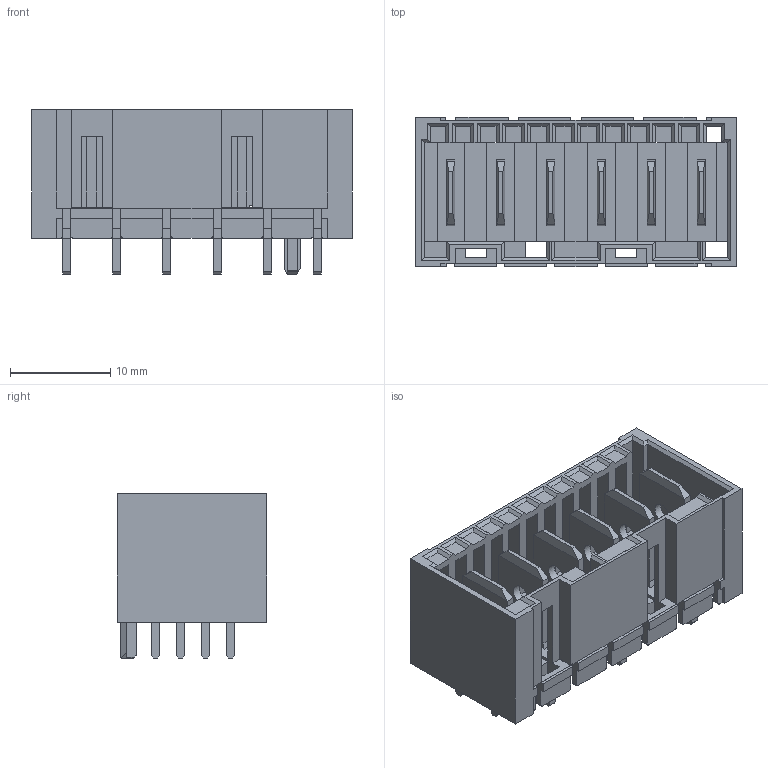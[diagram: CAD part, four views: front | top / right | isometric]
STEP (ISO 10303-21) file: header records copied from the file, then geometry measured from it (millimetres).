
FILE_DESCRIPTION(/* description */ ('Unknown'),/* implementation_level */ '2;1');
FILE_NAME(/* name */ 'J_Wurth_WR-RAST_637101110106',/* time_stamp */ '2025-08-28T17:58:36+08:00',/* author */ ('Unknown'),/* organization */ ('Unknown'),/* preprocessor_version */ 'ST-DEVELOPER v19.4',/* originating_system */ 'Solid Edge',/* authorisation */ 'Unknown');
FILE_SCHEMA (('AUTOMOTIVE_DESIGN {1 0 10303 214 3 1 1}'));
Length unit declared in the file: millimetre
Products named in the file (2): J_Wurth_WR-RAST_637101110106
Assembly tree (1 placements, depth 2):
  J_Wurth_WR-RAST_637101110106
    J_Wurth_WR-RAST_637101110106
Bounding box: 32 x 14.9 x 16.4 mm (x, y, z)
Volume: 2000.6 mm3; surface area: 5105.6 mm2
Topology: 1 solids, 1 shells, 698 faces, 2089 edges, 1356 vertices
Faces by surface type: plane 644, cylinder 54
Full cylindrical faces by diameter (mm): 2 x6
Entity records: 28019 total; most frequent: ORIENTED_EDGE 4166, CARTESIAN_POINT 4139, DIRECTION 3593, EDGE_CURVE 2083, LINE 1973, VECTOR 1973, VERTEX_POINT 1356, AXIS2_PLACEMENT_3D 810
